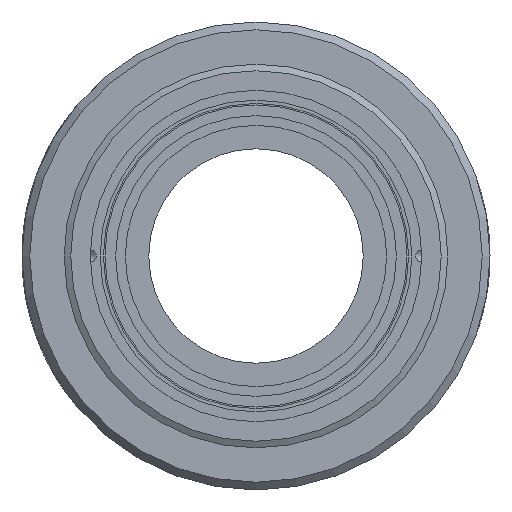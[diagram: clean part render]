
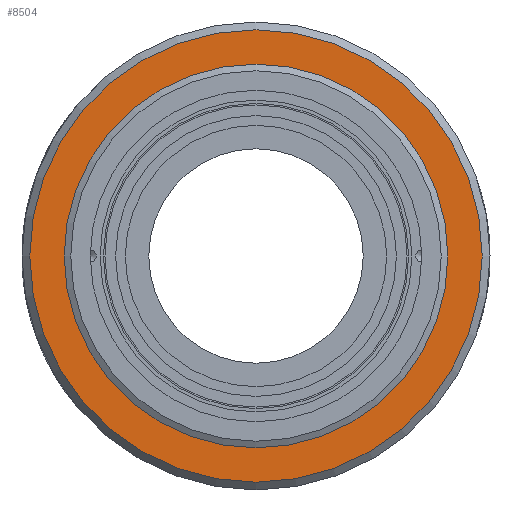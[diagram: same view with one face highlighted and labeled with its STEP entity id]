
A CAD part, left-side view. The second image highlights one B-rep face of the part: STEP entity #8504.
In plain terms, the highlighted planar face has unit normal (-1, 0, 0).
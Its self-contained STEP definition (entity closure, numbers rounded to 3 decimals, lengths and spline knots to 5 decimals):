
#223=FACE_BOUND('',#2319,.T.);
#1174=PLANE('',#9034);
#1669=FACE_OUTER_BOUND('',#2318,.T.);
#2318=EDGE_LOOP('',(#7842));
#2319=EDGE_LOOP('',(#7843));
#2546=CIRCLE('',#9032,0.58);
#2548=CIRCLE('',#9035,0.475);
#4262=VERTEX_POINT('',#60900);
#4264=VERTEX_POINT('',#60905);
#5461=EDGE_CURVE('',#4262,#4262,#2546,.T.);
#5463=EDGE_CURVE('',#4264,#4264,#2548,.T.);
#7842=ORIENTED_EDGE('',*,*,#5461,.F.);
#7843=ORIENTED_EDGE('',*,*,#5463,.T.);
#8504=ADVANCED_FACE('',(#1669,#223),#1174,.T.);
#9032=AXIS2_PLACEMENT_3D('',#60901,#10524,#10525);
#9034=AXIS2_PLACEMENT_3D('',#60904,#10528,#10529);
#9035=AXIS2_PLACEMENT_3D('',#60906,#10530,#10531);
#10524=DIRECTION('center_axis',(1.,0.,0.));
#10525=DIRECTION('ref_axis',(0.,-1.,0.));
#10528=DIRECTION('center_axis',(-1.,0.,0.));
#10529=DIRECTION('ref_axis',(0.,0.,1.));
#10530=DIRECTION('center_axis',(1.,0.,0.));
#10531=DIRECTION('ref_axis',(0.,0.,-1.));
#60900=CARTESIAN_POINT('',(0.18,0.58,0.));
#60901=CARTESIAN_POINT('Origin',(0.18,0.,0.));
#60904=CARTESIAN_POINT('Origin',(0.18,0.6,0.));
#60905=CARTESIAN_POINT('',(0.18,0.475,0.));
#60906=CARTESIAN_POINT('Origin',(0.18,0.,0.));
